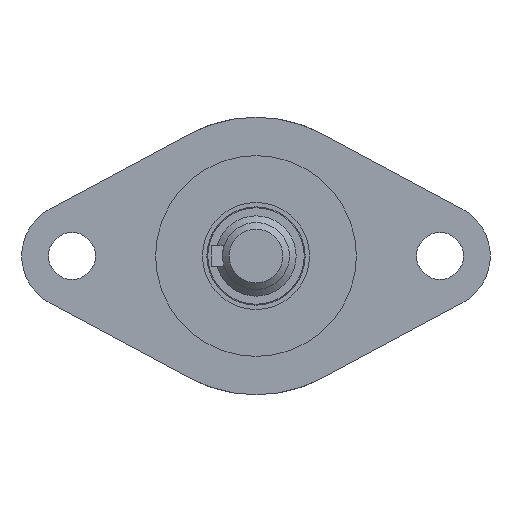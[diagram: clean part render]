
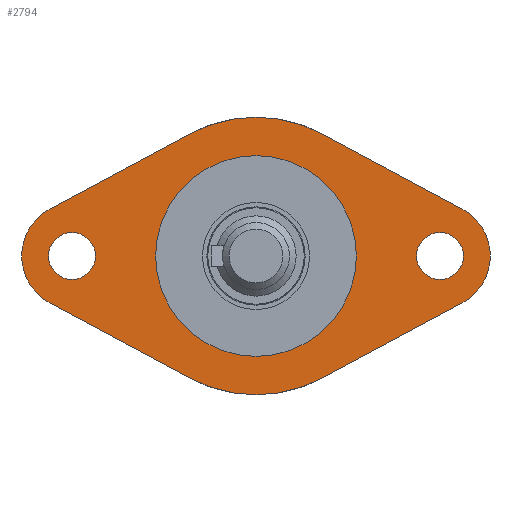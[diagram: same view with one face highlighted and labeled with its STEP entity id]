
A CAD part, left-side view. The second image highlights one B-rep face of the part: STEP entity #2794.
In plain terms, the highlighted planar face has unit normal (-1, 0, 0).
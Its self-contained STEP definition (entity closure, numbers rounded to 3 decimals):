
#225=FACE_BOUND('',#1062,.T.);
#226=FACE_BOUND('',#1063,.T.);
#227=FACE_BOUND('',#1064,.T.);
#452=LINE('',#4667,#698);
#454=LINE('',#4672,#700);
#458=LINE('',#4685,#704);
#463=LINE('',#4698,#709);
#698=VECTOR('',#3697,10.);
#700=VECTOR('',#3701,10.);
#704=VECTOR('',#3713,10.);
#709=VECTOR('',#3726,10.);
#891=FACE_OUTER_BOUND('',#1061,.T.);
#1061=EDGE_LOOP('',(#2476,#2477,#2478,#2479,#2480,#2481,#2482,#2483));
#1062=EDGE_LOOP('',(#2484));
#1063=EDGE_LOOP('',(#2485));
#1064=EDGE_LOOP('',(#2486));
#1153=CIRCLE('',#3024,3.5);
#1155=CIRCLE('',#3027,3.5);
#1157=CIRCLE('',#3030,8.);
#1161=CIRCLE('',#3039,8.);
#1163=CIRCLE('',#3044,15.);
#1165=CIRCLE('',#3047,20.75);
#1166=CIRCLE('',#3048,20.75);
#1385=VERTEX_POINT('',#4644);
#1387=VERTEX_POINT('',#4650);
#1390=VERTEX_POINT('',#4657);
#1391=VERTEX_POINT('',#4659);
#1393=VERTEX_POINT('',#4665);
#1395=VERTEX_POINT('',#4671);
#1399=VERTEX_POINT('',#4682);
#1400=VERTEX_POINT('',#4684);
#1402=VERTEX_POINT('',#4690);
#1404=VERTEX_POINT('',#4696);
#1405=VERTEX_POINT('',#4702);
#1741=EDGE_CURVE('',#1385,#1385,#1153,.T.);
#1744=EDGE_CURVE('',#1387,#1387,#1155,.T.);
#1747=EDGE_CURVE('',#1390,#1391,#1157,.T.);
#1751=EDGE_CURVE('',#1393,#1390,#452,.T.);
#1753=EDGE_CURVE('',#1391,#1395,#454,.T.);
#1759=EDGE_CURVE('',#1400,#1399,#458,.T.);
#1763=EDGE_CURVE('',#1399,#1402,#1161,.T.);
#1766=EDGE_CURVE('',#1402,#1404,#463,.T.);
#1768=EDGE_CURVE('',#1405,#1405,#1163,.T.);
#1771=EDGE_CURVE('',#1395,#1404,#1165,.T.);
#1772=EDGE_CURVE('',#1400,#1393,#1166,.T.);
#2476=ORIENTED_EDGE('',*,*,#1771,.F.);
#2477=ORIENTED_EDGE('',*,*,#1753,.F.);
#2478=ORIENTED_EDGE('',*,*,#1747,.F.);
#2479=ORIENTED_EDGE('',*,*,#1751,.F.);
#2480=ORIENTED_EDGE('',*,*,#1772,.F.);
#2481=ORIENTED_EDGE('',*,*,#1759,.T.);
#2482=ORIENTED_EDGE('',*,*,#1763,.T.);
#2483=ORIENTED_EDGE('',*,*,#1766,.T.);
#2484=ORIENTED_EDGE('',*,*,#1741,.T.);
#2485=ORIENTED_EDGE('',*,*,#1744,.T.);
#2486=ORIENTED_EDGE('',*,*,#1768,.T.);
#2648=PLANE('',#3046);
#2794=ADVANCED_FACE('',(#891,#225,#226,#227),#2648,.T.);
#3024=AXIS2_PLACEMENT_3D('',#4646,#3676,#3677);
#3027=AXIS2_PLACEMENT_3D('',#4652,#3683,#3684);
#3030=AXIS2_PLACEMENT_3D('',#4660,#3690,#3691);
#3039=AXIS2_PLACEMENT_3D('',#4692,#3720,#3721);
#3044=AXIS2_PLACEMENT_3D('',#4703,#3733,#3734);
#3046=AXIS2_PLACEMENT_3D('',#4707,#3738,#3739);
#3047=AXIS2_PLACEMENT_3D('',#4708,#3740,#3741);
#3048=AXIS2_PLACEMENT_3D('',#4709,#3742,#3743);
#3676=DIRECTION('center_axis',(1.,0.,0.));
#3677=DIRECTION('ref_axis',(0.,0.,
-1.));
#3683=DIRECTION('center_axis',(1.,0.,0.));
#3684=DIRECTION('ref_axis',(0.,0.,
-1.));
#3690=DIRECTION('center_axis',(1.,0.,0.));
#3691=DIRECTION('ref_axis',(0.,0.472,0.881));
#3697=DIRECTION('',(0.,-0.881,-0.472));
#3701=DIRECTION('',(0.,0.881,-0.472));
#3713=DIRECTION('',(0.,0.881,-0.472));
#3720=DIRECTION('center_axis',(-1.,0.,0.));
#3721=DIRECTION('ref_axis',(0.,0.472,0.881));
#3726=DIRECTION('',(0.,-0.881,-0.472));
#3733=DIRECTION('center_axis',(1.,0.,0.));
#3734=DIRECTION('ref_axis',(0.,1.,0.));
#3738=DIRECTION('center_axis',(-1.,0.,0.));
#3739=DIRECTION('ref_axis',(0.,0.,
1.));
#3740=DIRECTION('center_axis',(1.,0.,0.));
#3741=DIRECTION('ref_axis',(0.,1.,0.));
#3742=DIRECTION('center_axis',(1.,0.,0.));
#3743=DIRECTION('ref_axis',(0.,1.,0.));
#4644=CARTESIAN_POINT('',(-115.,27.5,3.5));
#4646=CARTESIAN_POINT('Origin',(-115.,27.5,0.));
#4650=CARTESIAN_POINT('',(-115.,-27.5,3.5));
#4652=CARTESIAN_POINT('Origin',(-115.,-27.5,0.));
#4657=CARTESIAN_POINT('',(-115.,-30.778,7.052));
#4659=CARTESIAN_POINT('',(-115.,-30.778,-7.052));
#4660=CARTESIAN_POINT('Origin',(-115.,-27.,0.));
#4665=CARTESIAN_POINT('',(-115.,-9.799,18.291));
#4667=CARTESIAN_POINT('',(-115.,-9.799,18.291));
#4671=CARTESIAN_POINT('',(-115.,-9.799,-18.291));
#4672=CARTESIAN_POINT('',(-115.,-30.778,-7.052));
#4682=CARTESIAN_POINT('',(-115.,30.778,7.052));
#4684=CARTESIAN_POINT('',(-115.,9.799,18.291));
#4685=CARTESIAN_POINT('',(-115.,9.799,18.291));
#4690=CARTESIAN_POINT('',(-115.,30.778,-7.052));
#4692=CARTESIAN_POINT('Origin',(-115.,27.,0.));
#4696=CARTESIAN_POINT('',(-115.,9.799,-18.291));
#4698=CARTESIAN_POINT('',(-115.,30.778,-7.052));
#4702=CARTESIAN_POINT('',(-115.,-15.,0.));
#4703=CARTESIAN_POINT('Origin',(-115.,0.,
0.));
#4707=CARTESIAN_POINT('Origin',(-115.,17.875,0.));
#4708=CARTESIAN_POINT('Origin',(-115.,0.,
0.));
#4709=CARTESIAN_POINT('Origin',(-115.,0.,
0.));
